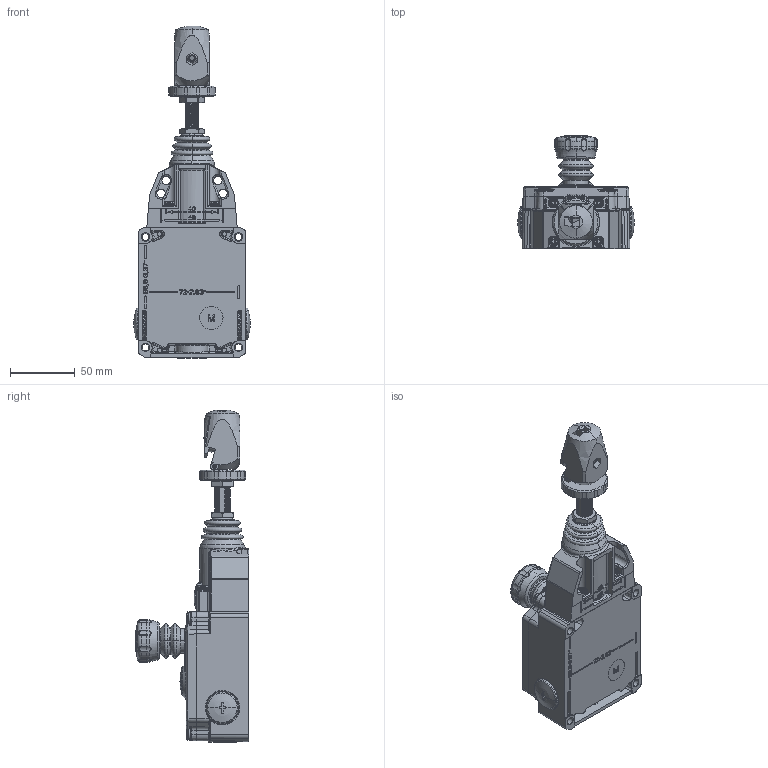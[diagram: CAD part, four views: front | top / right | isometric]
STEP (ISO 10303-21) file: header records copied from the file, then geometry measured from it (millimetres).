
FILE_DESCRIPTION((''),'2;1');
FILE_NAME('6012929085_SW0001','2008-01-09T',('K.Falk'),(''),'PRO/ENGINEER BY PARAMETRIC TECHNOLOGY CORPORATION, 2005070','PRO/ENGINEER BY PARAMETRIC TECHNOLOGY CORPORATION, 2005070','');
FILE_SCHEMA(('AUTOMOTIVE_DESIGN_CC2 { 1 2 10303 214 -1 1 5 2 }'));
Products named in the file (1): 6012929085_SW0001
Bounding box: 90.13 x 88 x 257 mm (x, y, z)
Surface area: 79040.4 mm2 (no closed solid volume)
Topology: 0 solids, 86 shells, 1870 faces, 7013 edges, 5122 vertices
Faces by surface type: cylinder 658, plane 500, bspline 375, torus 143, cone 122, sphere 72
Entity records: 164911 total; most frequent: CARTESIAN_POINT 76841, ORIENTED_EDGE 11081, DIRECTION 9694, PRESENTATION_STYLE_ASSIGNMENT 8886, STYLED_ITEM 7036, CURVE_STYLE 7007, EDGE_CURVE 7007, VERTEX_POINT 5122
